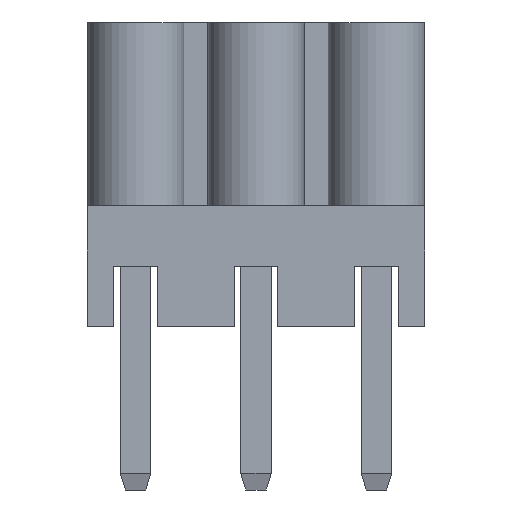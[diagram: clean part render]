
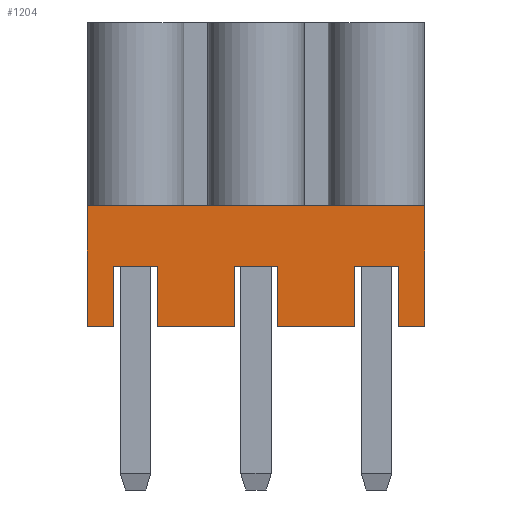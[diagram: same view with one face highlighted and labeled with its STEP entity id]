
A CAD part, front view. The second image highlights one B-rep face of the part: STEP entity #1204.
In plain terms, the highlighted planar face has unit normal (0, -1, 0).
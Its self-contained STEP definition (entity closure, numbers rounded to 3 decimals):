
#32 = VERTEX_POINT('',#33);
#33 = CARTESIAN_POINT('',(-3.5,-3.2,2.541));
#39 = EDGE_CURVE('',#32,#40,#42,.T.);
#40 = VERTEX_POINT('',#41);
#41 = CARTESIAN_POINT('',(-3.5,-3.2,0.041));
#42 = LINE('',#43,#44);
#43 = CARTESIAN_POINT('',(-3.5,-3.2,2.541));
#44 = VECTOR('',#45,1.);
#45 = DIRECTION('',(0.,0.,-1.));
#1068 = VERTEX_POINT('',#1069);
#1069 = CARTESIAN_POINT('',(2.95,-3.2,0.041));
#1075 = EDGE_CURVE('',#1068,#1076,#1078,.T.);
#1076 = VERTEX_POINT('',#1077);
#1077 = CARTESIAN_POINT('',(3.5,-3.2,0.041));
#1078 = LINE('',#1079,#1080);
#1079 = CARTESIAN_POINT('',(2.95,-3.2,0.041));
#1080 = VECTOR('',#1081,1.);
#1081 = DIRECTION('',(1.,0.,0.));
#1099 = VERTEX_POINT('',#1100);
#1100 = CARTESIAN_POINT('',(0.45,-3.2,0.041));
#1106 = EDGE_CURVE('',#1099,#1107,#1109,.T.);
#1107 = VERTEX_POINT('',#1108);
#1108 = CARTESIAN_POINT('',(2.05,-3.2,0.041));
#1109 = LINE('',#1110,#1111);
#1110 = CARTESIAN_POINT('',(0.45,-3.2,0.041));
#1111 = VECTOR('',#1112,1.);
#1112 = DIRECTION('',(1.,0.,0.));
#1130 = VERTEX_POINT('',#1131);
#1131 = CARTESIAN_POINT('',(-2.95,-3.2,0.041));
#1139 = EDGE_CURVE('',#40,#1130,#1140,.T.);
#1140 = LINE('',#1141,#1142);
#1141 = CARTESIAN_POINT('',(-3.5,-3.2,0.041));
#1142 = VECTOR('',#1143,1.);
#1143 = DIRECTION('',(1.,0.,0.));
#1154 = VERTEX_POINT('',#1155);
#1155 = CARTESIAN_POINT('',(-2.05,-3.2,0.041));
#1161 = EDGE_CURVE('',#1154,#1162,#1164,.T.);
#1162 = VERTEX_POINT('',#1163);
#1163 = CARTESIAN_POINT('',(-0.45,-3.2,0.041));
#1164 = LINE('',#1165,#1166);
#1165 = CARTESIAN_POINT('',(-2.05,-3.2,0.041));
#1166 = VECTOR('',#1167,1.);
#1167 = DIRECTION('',(1.,0.,0.));
#1184 = EDGE_CURVE('',#1068,#1185,#1187,.T.);
#1185 = VERTEX_POINT('',#1186);
#1186 = CARTESIAN_POINT('',(2.95,-3.2,1.291));
#1187 = LINE('',#1188,#1189);
#1188 = CARTESIAN_POINT('',(2.95,-3.2,0.041));
#1189 = VECTOR('',#1190,1.);
#1190 = DIRECTION('',(0.,0.,1.));
#1204 = ADVANCED_FACE('',(#1205),#1285,.T.);
#1205 = FACE_BOUND('',#1206,.F.);
#1206 = EDGE_LOOP('',(#1207,#1215,#1216,#1217,#1225,#1231,#1232,#1233,
    #1241,#1247,#1248,#1256,#1264,#1270,#1271,#1279));
#1207 = ORIENTED_EDGE('',*,*,#1208,.F.);
#1208 = EDGE_CURVE('',#1130,#1209,#1211,.T.);
#1209 = VERTEX_POINT('',#1210);
#1210 = CARTESIAN_POINT('',(-2.95,-3.2,1.291));
#1211 = LINE('',#1212,#1213);
#1212 = CARTESIAN_POINT('',(-2.95,-3.2,0.041));
#1213 = VECTOR('',#1214,1.);
#1214 = DIRECTION('',(0.,0.,1.));
#1215 = ORIENTED_EDGE('',*,*,#1139,.F.);
#1216 = ORIENTED_EDGE('',*,*,#39,.F.);
#1217 = ORIENTED_EDGE('',*,*,#1218,.T.);
#1218 = EDGE_CURVE('',#32,#1219,#1221,.T.);
#1219 = VERTEX_POINT('',#1220);
#1220 = CARTESIAN_POINT('',(3.5,-3.2,2.541));
#1221 = LINE('',#1222,#1223);
#1222 = CARTESIAN_POINT('',(-3.5,-3.2,2.541));
#1223 = VECTOR('',#1224,1.);
#1224 = DIRECTION('',(1.,0.,0.));
#1225 = ORIENTED_EDGE('',*,*,#1226,.T.);
#1226 = EDGE_CURVE('',#1219,#1076,#1227,.T.);
#1227 = LINE('',#1228,#1229);
#1228 = CARTESIAN_POINT('',(3.5,-3.2,2.541));
#1229 = VECTOR('',#1230,1.);
#1230 = DIRECTION('',(0.,0.,-1.));
#1231 = ORIENTED_EDGE('',*,*,#1075,.F.);
#1232 = ORIENTED_EDGE('',*,*,#1184,.T.);
#1233 = ORIENTED_EDGE('',*,*,#1234,.T.);
#1234 = EDGE_CURVE('',#1185,#1235,#1237,.T.);
#1235 = VERTEX_POINT('',#1236);
#1236 = CARTESIAN_POINT('',(2.05,-3.2,1.291));
#1237 = LINE('',#1238,#1239);
#1238 = CARTESIAN_POINT('',(2.95,-3.2,1.291));
#1239 = VECTOR('',#1240,1.);
#1240 = DIRECTION('',(-1.,0.,0.));
#1241 = ORIENTED_EDGE('',*,*,#1242,.F.);
#1242 = EDGE_CURVE('',#1107,#1235,#1243,.T.);
#1243 = LINE('',#1244,#1245);
#1244 = CARTESIAN_POINT('',(2.05,-3.2,0.041));
#1245 = VECTOR('',#1246,1.);
#1246 = DIRECTION('',(0.,0.,1.));
#1247 = ORIENTED_EDGE('',*,*,#1106,.F.);
#1248 = ORIENTED_EDGE('',*,*,#1249,.T.);
#1249 = EDGE_CURVE('',#1099,#1250,#1252,.T.);
#1250 = VERTEX_POINT('',#1251);
#1251 = CARTESIAN_POINT('',(0.45,-3.2,1.291));
#1252 = LINE('',#1253,#1254);
#1253 = CARTESIAN_POINT('',(0.45,-3.2,0.041));
#1254 = VECTOR('',#1255,1.);
#1255 = DIRECTION('',(0.,0.,1.));
#1256 = ORIENTED_EDGE('',*,*,#1257,.T.);
#1257 = EDGE_CURVE('',#1250,#1258,#1260,.T.);
#1258 = VERTEX_POINT('',#1259);
#1259 = CARTESIAN_POINT('',(-0.45,-3.2,1.291));
#1260 = LINE('',#1261,#1262);
#1261 = CARTESIAN_POINT('',(0.45,-3.2,1.291));
#1262 = VECTOR('',#1263,1.);
#1263 = DIRECTION('',(-1.,0.,0.));
#1264 = ORIENTED_EDGE('',*,*,#1265,.F.);
#1265 = EDGE_CURVE('',#1162,#1258,#1266,.T.);
#1266 = LINE('',#1267,#1268);
#1267 = CARTESIAN_POINT('',(-0.45,-3.2,0.041));
#1268 = VECTOR('',#1269,1.);
#1269 = DIRECTION('',(0.,0.,1.));
#1270 = ORIENTED_EDGE('',*,*,#1161,.F.);
#1271 = ORIENTED_EDGE('',*,*,#1272,.T.);
#1272 = EDGE_CURVE('',#1154,#1273,#1275,.T.);
#1273 = VERTEX_POINT('',#1274);
#1274 = CARTESIAN_POINT('',(-2.05,-3.2,1.291));
#1275 = LINE('',#1276,#1277);
#1276 = CARTESIAN_POINT('',(-2.05,-3.2,0.041));
#1277 = VECTOR('',#1278,1.);
#1278 = DIRECTION('',(0.,0.,1.));
#1279 = ORIENTED_EDGE('',*,*,#1280,.T.);
#1280 = EDGE_CURVE('',#1273,#1209,#1281,.T.);
#1281 = LINE('',#1282,#1283);
#1282 = CARTESIAN_POINT('',(-2.05,-3.2,1.291));
#1283 = VECTOR('',#1284,1.);
#1284 = DIRECTION('',(-1.,0.,0.));
#1285 = PLANE('',#1286);
#1286 = AXIS2_PLACEMENT_3D('',#1287,#1288,#1289);
#1287 = CARTESIAN_POINT('',(-3.5,-3.2,2.541));
#1288 = DIRECTION('',(0.,-1.,0.));
#1289 = DIRECTION('',(0.,0.,-1.));
